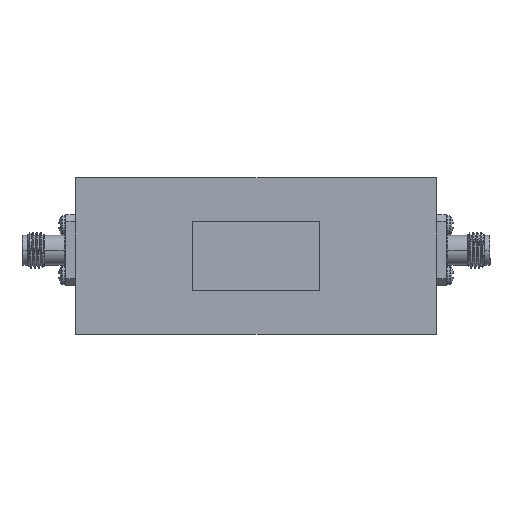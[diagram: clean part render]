
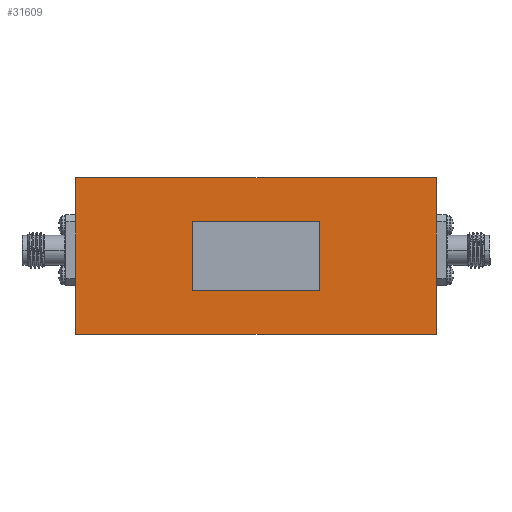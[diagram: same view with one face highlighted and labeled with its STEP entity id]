
A CAD part, top view. The second image highlights one B-rep face of the part: STEP entity #31609.
In plain terms, the highlighted planar face has unit normal (0, 0, 1).
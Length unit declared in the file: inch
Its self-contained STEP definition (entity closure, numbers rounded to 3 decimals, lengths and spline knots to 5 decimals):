
#160 = CARTESIAN_POINT ( 'NONE',  ( 1.27, -0.55, 0.265 ) ) ;
#251 = VERTEX_POINT ( 'NONE', #24677 ) ;
#257 = DIRECTION ( 'NONE',  ( 0., -1., 0. ) ) ;
#1318 = VERTEX_POINT ( 'NONE', #30006 ) ;
#1876 = EDGE_CURVE ( 'NONE', #21633, #30691, #22571, .T. ) ;
#1905 = VECTOR ( 'NONE', #22754, 39.37008 ) ;
#2356 = CARTESIAN_POINT ( 'NONE',  ( -0.44799, 0.24432, 0.265 ) ) ;
#2385 = VECTOR ( 'NONE', #27160, 39.37008 ) ;
#2423 = EDGE_CURVE ( 'NONE', #251, #11272, #34389, .T. ) ;
#2616 = VECTOR ( 'NONE', #16706, 39.37008 ) ;
#2966 = ORIENTED_EDGE ( 'NONE', *, *, #6579, .T. ) ;
#3100 = LINE ( 'NONE', #27255, #9196 ) ;
#3549 = ORIENTED_EDGE ( 'NONE', *, *, #8769, .T. ) ;
#3898 = DIRECTION ( 'NONE',  ( 0., 0., -1. ) ) ;
#4689 = CARTESIAN_POINT ( 'NONE',  ( -1.27, 0.55, 0.265 ) ) ;
#5382 = DIRECTION ( 'NONE',  ( 1., 0., 0. ) ) ;
#6063 = ORIENTED_EDGE ( 'NONE', *, *, #21610, .T. ) ;
#6139 = CARTESIAN_POINT ( 'NONE',  ( -1.27, -0.55, 0.265 ) ) ;
#6579 = EDGE_CURVE ( 'NONE', #1318, #23397, #7761, .T. ) ;
#6624 = CARTESIAN_POINT ( 'NONE',  ( 1.27, 0.24, 0.265 ) ) ;
#6636 = CARTESIAN_POINT ( 'NONE',  ( -1.27, -0.55, 0.265 ) ) ;
#7483 = DIRECTION ( 'NONE',  ( -1., 0., 0. ) ) ;
#7623 = CARTESIAN_POINT ( 'NONE',  ( -1.27, 0.24, 0.265 ) ) ;
#7761 = LINE ( 'NONE', #26515, #29457 ) ;
#8040 = ORIENTED_EDGE ( 'NONE', *, *, #2423, .F. ) ;
#8769 = EDGE_CURVE ( 'NONE', #21110, #16641, #17333, .T. ) ;
#9196 = VECTOR ( 'NONE', #5382, 39.37008 ) ;
#9316 = FACE_OUTER_BOUND ( 'NONE', #11891, .T. ) ;
#9547 = CARTESIAN_POINT ( 'NONE',  ( 1.27, -0.55, 0.265 ) ) ;
#9951 = CARTESIAN_POINT ( 'NONE',  ( 1.27, 0., 0.265 ) ) ;
#10093 = ORIENTED_EDGE ( 'NONE', *, *, #22891, .T. ) ;
#10229 = VECTOR ( 'NONE', #31330, 39.37008 ) ;
#10981 = CARTESIAN_POINT ( 'NONE',  ( -0.44799, 0.24432, 0.265 ) ) ;
#11096 = LINE ( 'NONE', #16181, #34086 ) ;
#11272 = VERTEX_POINT ( 'NONE', #10981 ) ;
#11891 = EDGE_LOOP ( 'NONE', ( #2966, #30184, #13284, #6063, #3549, #19939, #25092, #10093 ) ) ;
#12348 = DIRECTION ( 'NONE',  ( 0., 1., 0. ) ) ;
#12823 = CARTESIAN_POINT ( 'NONE',  ( 1.27, -0.16, 0.265 ) ) ;
#13193 = DIRECTION ( 'NONE',  ( 0., -1., 0. ) ) ;
#13284 = ORIENTED_EDGE ( 'NONE', *, *, #1876, .T. ) ;
#15509 = VERTEX_POINT ( 'NONE', #6624 ) ;
#16048 = CARTESIAN_POINT ( 'NONE',  ( -1.27, -0.16, 0.265 ) ) ;
#16181 = CARTESIAN_POINT ( 'NONE',  ( -1.27, 0., 0.265 ) ) ;
#16193 = CARTESIAN_POINT ( 'NONE',  ( -0.44799, -0.24432, 0.265 ) ) ;
#16431 = VERTEX_POINT ( 'NONE', #31178 ) ;
#16511 = EDGE_CURVE ( 'NONE', #23397, #21633, #11096, .T. ) ;
#16641 = VERTEX_POINT ( 'NONE', #12823 ) ;
#16706 = DIRECTION ( 'NONE',  ( 0., -1., 0. ) ) ;
#17029 = FACE_BOUND ( 'NONE', #27588, .T. ) ;
#17163 = CARTESIAN_POINT ( 'NONE',  ( 1.27, -0.55, 0.265 ) ) ;
#17285 = VERTEX_POINT ( 'NONE', #33618 ) ;
#17333 = LINE ( 'NONE', #17163, #1905 ) ;
#17560 = VECTOR ( 'NONE', #12348, 39.37008 ) ;
#19939 = ORIENTED_EDGE ( 'NONE', *, *, #32231, .T. ) ;
#20989 = EDGE_CURVE ( 'NONE', #16431, #17285, #24498, .T. ) ;
#21110 = VERTEX_POINT ( 'NONE', #160 ) ;
#21584 = LINE ( 'NONE', #24052, #33362 ) ;
#21610 = EDGE_CURVE ( 'NONE', #30691, #21110, #3100, .T. ) ;
#21633 = VERTEX_POINT ( 'NONE', #16048 ) ;
#22200 = CARTESIAN_POINT ( 'NONE',  ( -0.44799, -0.24432, 0.265 ) ) ;
#22571 = LINE ( 'NONE', #6139, #2385 ) ;
#22754 = DIRECTION ( 'NONE',  ( 0., 1., 0. ) ) ;
#22786 = PLANE ( 'NONE',  #25315 ) ;
#22891 = EDGE_CURVE ( 'NONE', #30020, #1318, #23772, .T. ) ;
#23141 = VECTOR ( 'NONE', #7483, 39.37008 ) ;
#23261 = LINE ( 'NONE', #9951, #10229 ) ;
#23397 = VERTEX_POINT ( 'NONE', #7623 ) ;
#23527 = DIRECTION ( 'NONE',  ( -1., 0., 0. ) ) ;
#23696 = ORIENTED_EDGE ( 'NONE', *, *, #26818, .F. ) ;
#23772 = LINE ( 'NONE', #4689, #23141 ) ;
#24052 = CARTESIAN_POINT ( 'NONE',  ( 0.44799, -0.24432, 0.265 ) ) ;
#24498 = LINE ( 'NONE', #22200, #30732 ) ;
#24672 = DIRECTION ( 'NONE',  ( 1., 0., 0. ) ) ;
#24677 = CARTESIAN_POINT ( 'NONE',  ( 0.44799, 0.24432, 0.265 ) ) ;
#25092 = ORIENTED_EDGE ( 'NONE', *, *, #33567, .T. ) ;
#25315 = AXIS2_PLACEMENT_3D ( 'NONE', #25605, #3898, #28404 ) ;
#25500 = LINE ( 'NONE', #9547, #17560 ) ;
#25605 = CARTESIAN_POINT ( 'NONE',  ( 0., 0., 0.265 ) ) ;
#26454 = VECTOR ( 'NONE', #23527, 39.37008 ) ;
#26515 = CARTESIAN_POINT ( 'NONE',  ( -1.27, -0.55, 0.265 ) ) ;
#26776 = ORIENTED_EDGE ( 'NONE', *, *, #20989, .F. ) ;
#26818 = EDGE_CURVE ( 'NONE', #11272, #16431, #30034, .T. ) ;
#27160 = DIRECTION ( 'NONE',  ( 0., -1., 0. ) ) ;
#27255 = CARTESIAN_POINT ( 'NONE',  ( -1.27, -0.55, 0.265 ) ) ;
#27346 = EDGE_CURVE ( 'NONE', #17285, #251, #21584, .T. ) ;
#27588 = EDGE_LOOP ( 'NONE', ( #29307, #26776, #23696, #8040 ) ) ;
#28404 = DIRECTION ( 'NONE',  ( 0., -1., 0. ) ) ;
#29307 = ORIENTED_EDGE ( 'NONE', *, *, #27346, .F. ) ;
#29457 = VECTOR ( 'NONE', #13193, 39.37008 ) ;
#30006 = CARTESIAN_POINT ( 'NONE',  ( -1.27, 0.55, 0.265 ) ) ;
#30020 = VERTEX_POINT ( 'NONE', #30503 ) ;
#30034 = LINE ( 'NONE', #16193, #2616 ) ;
#30184 = ORIENTED_EDGE ( 'NONE', *, *, #16511, .T. ) ;
#30503 = CARTESIAN_POINT ( 'NONE',  ( 1.27, 0.55, 0.265 ) ) ;
#30691 = VERTEX_POINT ( 'NONE', #6636 ) ;
#30732 = VECTOR ( 'NONE', #24672, 39.37008 ) ;
#31178 = CARTESIAN_POINT ( 'NONE',  ( -0.44799, -0.24432, 0.265 ) ) ;
#31330 = DIRECTION ( 'NONE',  ( 0., 1., 0. ) ) ;
#31609 = ADVANCED_FACE ( 'NONE', ( #9316, #17029 ), #22786, .F. ) ;
#32231 = EDGE_CURVE ( 'NONE', #16641, #15509, #23261, .T. ) ;
#32283 = DIRECTION ( 'NONE',  ( 0., 1., 0. ) ) ;
#33362 = VECTOR ( 'NONE', #32283, 39.37008 ) ;
#33567 = EDGE_CURVE ( 'NONE', #15509, #30020, #25500, .T. ) ;
#33618 = CARTESIAN_POINT ( 'NONE',  ( 0.44799, -0.24432, 0.265 ) ) ;
#34086 = VECTOR ( 'NONE', #257, 39.37008 ) ;
#34389 = LINE ( 'NONE', #2356, #26454 ) ;
